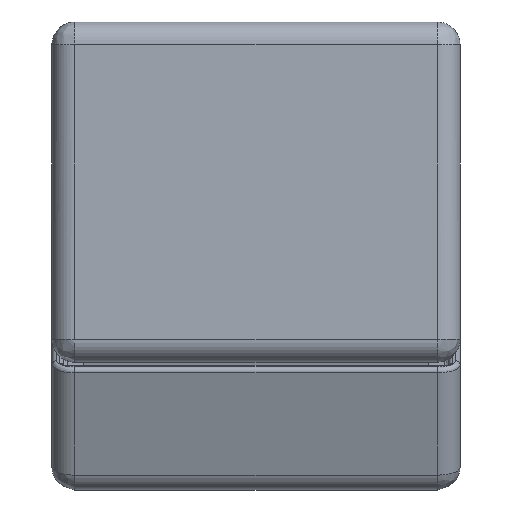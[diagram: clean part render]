
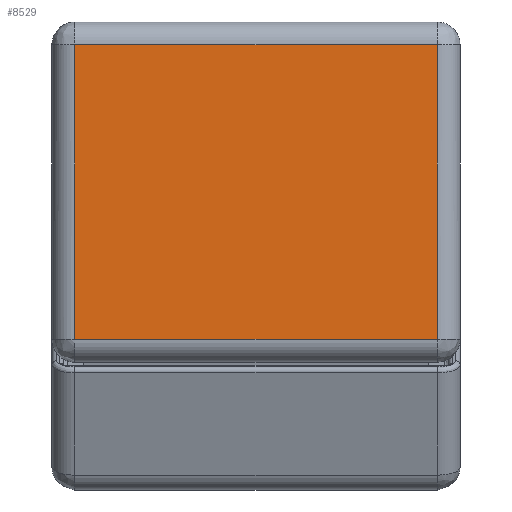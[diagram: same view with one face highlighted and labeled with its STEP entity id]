
A CAD part, front view. The second image highlights one B-rep face of the part: STEP entity #8529.
In plain terms, the highlighted free-form (B-spline) face has degree [1, 1] with [2, 2] control points.
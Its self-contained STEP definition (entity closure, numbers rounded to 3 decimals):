
#8529 = ADVANCED_FACE('',(#8530),#8560,.F.);
#8530 = FACE_BOUND('',#8531,.T.);
#8531 = EDGE_LOOP('',(#8532,#8541,#8548,#8555));
#8532 = ORIENTED_EDGE('',*,*,#8533,.T.);
#8533 = EDGE_CURVE('',#8534,#8536,#8538,.T.);
#8534 = VERTEX_POINT('',#8535);
#8535 = CARTESIAN_POINT('',(-67.651,-42.282,
    -54.966));
#8536 = VERTEX_POINT('',#8537);
#8537 = CARTESIAN_POINT('',(67.651,-42.282,
    -54.966));
#8538 = B_SPLINE_CURVE_WITH_KNOTS('',1,(#8539,#8540),.UNSPECIFIED.,.F.,
  .F.,(2,2),(10.,170.),.PIECEWISE_BEZIER_KNOTS.);
#8539 = CARTESIAN_POINT('',(-67.651,-42.282,
    -54.966));
#8540 = CARTESIAN_POINT('',(67.651,-42.282,
    -54.966));
#8541 = ORIENTED_EDGE('',*,*,#8542,.T.);
#8542 = EDGE_CURVE('',#8536,#8543,#8545,.T.);
#8543 = VERTEX_POINT('',#8544);
#8544 = CARTESIAN_POINT('',(67.651,-42.282,
    54.966));
#8545 = B_SPLINE_CURVE_WITH_KNOTS('',1,(#8546,#8547),.UNSPECIFIED.,.F.,
  .F.,(2,2),(-140.,-10.),.PIECEWISE_BEZIER_KNOTS.);
#8546 = CARTESIAN_POINT('',(67.651,-42.282,
    -54.966));
#8547 = CARTESIAN_POINT('',(67.651,-42.282,
    54.966));
#8548 = ORIENTED_EDGE('',*,*,#8549,.T.);
#8549 = EDGE_CURVE('',#8543,#8550,#8552,.T.);
#8550 = VERTEX_POINT('',#8551);
#8551 = CARTESIAN_POINT('',(-67.651,-42.282,
    54.966));
#8552 = B_SPLINE_CURVE_WITH_KNOTS('',1,(#8553,#8554),.UNSPECIFIED.,.F.,
  .F.,(2,2),(-170.,-10.),.PIECEWISE_BEZIER_KNOTS.);
#8553 = CARTESIAN_POINT('',(67.651,-42.282,
    54.966));
#8554 = CARTESIAN_POINT('',(-67.651,-42.282,
    54.966));
#8555 = ORIENTED_EDGE('',*,*,#8556,.T.);
#8556 = EDGE_CURVE('',#8550,#8534,#8557,.T.);
#8557 = B_SPLINE_CURVE_WITH_KNOTS('',1,(#8558,#8559),.UNSPECIFIED.,.F.,
  .F.,(2,2),(10.,140.),.PIECEWISE_BEZIER_KNOTS.);
#8558 = CARTESIAN_POINT('',(-67.651,-42.282,
    54.966));
#8559 = CARTESIAN_POINT('',(-67.651,-42.282,
    -54.966));
#8560 = B_SPLINE_SURFACE_WITH_KNOTS('',1,1,(
    (#8561,#8562)
    ,(#8563,#8564
    )),.UNSPECIFIED.,.F.,.F.,.F.,(2,2),(2,2),(-170.,-10.),(-140.,-10.),
  .PIECEWISE_BEZIER_KNOTS.);
#8561 = CARTESIAN_POINT('',(67.651,-42.282,
    -54.966));
#8562 = CARTESIAN_POINT('',(67.651,-42.282,
    54.966));
#8563 = CARTESIAN_POINT('',(-67.651,-42.282,
    -54.966));
#8564 = CARTESIAN_POINT('',(-67.651,-42.282,
    54.966));
